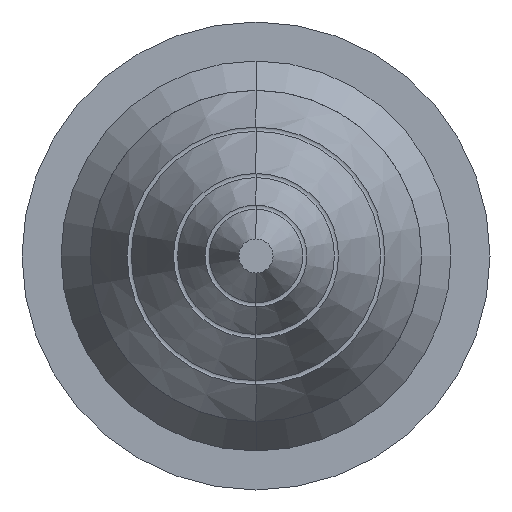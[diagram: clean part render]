
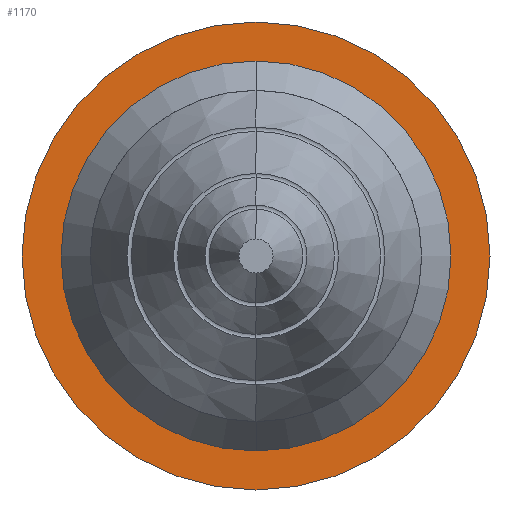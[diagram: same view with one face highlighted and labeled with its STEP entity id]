
A CAD part, left-side view. The second image highlights one B-rep face of the part: STEP entity #1170.
In plain terms, the highlighted planar face has unit normal (-1, 0, 0).
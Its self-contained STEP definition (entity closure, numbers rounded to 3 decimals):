
#63 = CIRCLE ( 'NONE', #411, 24. ) ;
#112 = CIRCLE ( 'NONE', #381, 17. ) ;
#145 = CIRCLE ( 'NONE', #393, 17. ) ;
#147 = FACE_OUTER_BOUND ( 'NONE', #698, .T. ) ;
#148 = FACE_BOUND ( 'NONE', #675, .T. ) ;
#243 = VERTEX_POINT ( 'NONE', #1261 ) ;
#279 = VERTEX_POINT ( 'NONE', #1243 ) ;
#338 = VERTEX_POINT ( 'NONE', #1248 ) ;
#373 = ORIENTED_EDGE ( 'NONE', *, *, #1095, .F. ) ;
#376 = ORIENTED_EDGE ( 'NONE', *, *, #1064, .F. ) ;
#381 = AXIS2_PLACEMENT_3D ( 'NONE', #848, #844, #847 ) ;
#393 = AXIS2_PLACEMENT_3D ( 'NONE', #989, #988, #987 ) ;
#396 = AXIS2_PLACEMENT_3D ( 'NONE', #624, #620, #622 ) ;
#411 = AXIS2_PLACEMENT_3D ( 'NONE', #849, #837, #838 ) ;
#616 = PLANE ( 'NONE',  #396 ) ;
#620 = DIRECTION ( 'NONE',  ( 1., 0., 0. ) ) ;
#622 = DIRECTION ( 'NONE',  ( 0., 0., -1. ) ) ;
#624 = CARTESIAN_POINT ( 'NONE',  ( 28.373, 34.1, 0. ) ) ;
#642 = ORIENTED_EDGE ( 'NONE', *, *, #1026, .T. ) ;
#643 = VERTEX_POINT ( 'NONE', #1223 ) ;
#654 = CIRCLE ( 'NONE', #1073, 24. ) ;
#675 = EDGE_LOOP ( 'NONE', ( #373, #376 ) ) ;
#698 = EDGE_LOOP ( 'NONE', ( #703, #642 ) ) ;
#703 = ORIENTED_EDGE ( 'NONE', *, *, #1098, .T. ) ;
#837 = DIRECTION ( 'NONE',  ( -1., 0., 0. ) ) ;
#838 = DIRECTION ( 'NONE',  ( 0., 0., 1. ) ) ;
#844 = DIRECTION ( 'NONE',  ( -1., 0., 0. ) ) ;
#847 = DIRECTION ( 'NONE',  ( 0., 0., 1. ) ) ;
#848 = CARTESIAN_POINT ( 'NONE',  ( 28.373, 0., 0. ) ) ;
#849 = CARTESIAN_POINT ( 'NONE',  ( 28.373, 0., 0. ) ) ;
#987 = DIRECTION ( 'NONE',  ( 0., 0., 1. ) ) ;
#988 = DIRECTION ( 'NONE',  ( -1., 0., 0. ) ) ;
#989 = CARTESIAN_POINT ( 'NONE',  ( 28.373, 0., 0. ) ) ;
#1026 = EDGE_CURVE ( 'NONE', #243, #338, #654, .T. ) ;
#1064 = EDGE_CURVE ( 'NONE', #643, #279, #145, .T. ) ;
#1073 = AXIS2_PLACEMENT_3D ( 'NONE', #1182, #1277, #1252 ) ;
#1095 = EDGE_CURVE ( 'NONE', #279, #643, #112, .T. ) ;
#1098 = EDGE_CURVE ( 'NONE', #338, #243, #63, .T. ) ;
#1170 = ADVANCED_FACE ( 'NONE', ( #148, #147 ), #616, .F. ) ;
#1182 = CARTESIAN_POINT ( 'NONE',  ( 28.373, 0., 0. ) ) ;
#1223 = CARTESIAN_POINT ( 'NONE',  ( 28.373, 0., -17. ) ) ;
#1243 = CARTESIAN_POINT ( 'NONE',  ( 28.373, 0., 17. ) ) ;
#1248 = CARTESIAN_POINT ( 'NONE',  ( 28.373, 0., 24. ) ) ;
#1252 = DIRECTION ( 'NONE',  ( 0., 0., 1. ) ) ;
#1261 = CARTESIAN_POINT ( 'NONE',  ( 28.373, 0., -24. ) ) ;
#1277 = DIRECTION ( 'NONE',  ( -1., 0., 0. ) ) ;
